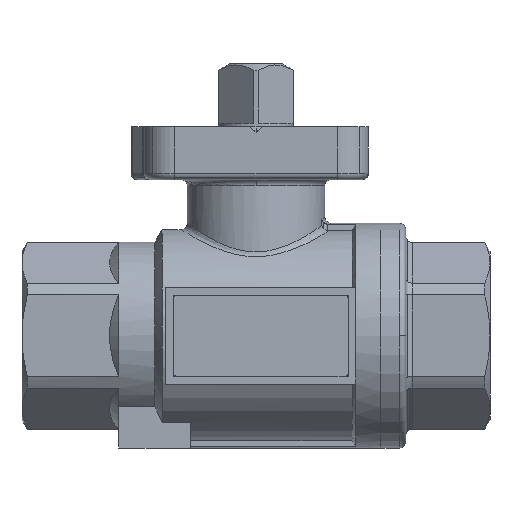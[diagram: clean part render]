
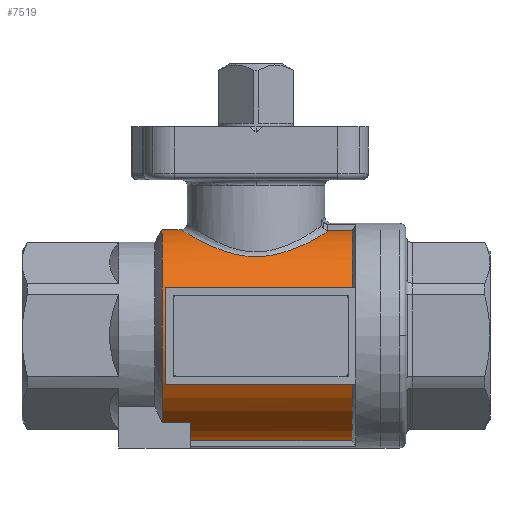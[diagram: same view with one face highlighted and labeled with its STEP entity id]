
A CAD part, front view. The second image highlights one B-rep face of the part: STEP entity #7519.
In plain terms, the highlighted cylindrical face has radius 17 mm (diameter 34 mm), a partial arc.
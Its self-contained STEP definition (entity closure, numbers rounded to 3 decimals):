
#2858=CARTESIAN_POINT('',(-12.001,0.,17.));
#2859=VERTEX_POINT('',#2858);
#2860=CARTESIAN_POINT('',(-15.045,-0.,17.));
#2861=VERTEX_POINT('',#2860);
#2862=CARTESIAN_POINT('',(-12.001,0.,17.));
#2863=CARTESIAN_POINT('',(-13.015,0.,17.));
#2864=CARTESIAN_POINT('',(-14.03,0.,17.));
#2865=CARTESIAN_POINT('',(-15.045,-0.,17.));
#2866=B_SPLINE_CURVE_WITH_KNOTS('',3,(#2862,#2863,#2864,#2865),.UNSPECIFIED.,.F.,.F.,(4,4),(0.,3.045),.UNSPECIFIED.);
#2867=EDGE_CURVE('',#2859,#2861,#2866,.T.);
#3235=CARTESIAN_POINT('',(-15.045,-9.75,-13.926));
#3236=VERTEX_POINT('',#3235);
#3243=CARTESIAN_POINT('',(-15.045,0.,0.));
#3244=DIRECTION('',(-1.,-0.,-0.));
#3245=DIRECTION('',(0.,-0.,1.));
#3246=AXIS2_PLACEMENT_3D('',#3243,#3244,#3245);
#3247=CIRCLE('',#3246,17.);
#3248=EDGE_CURVE('',#3236,#2861,#3247,.T.);
#6228=CARTESIAN_POINT('',(11.704,-2.5,16.815));
#6229=VERTEX_POINT('',#6228);
#6243=CARTESIAN_POINT('',(15.423,-2.5,16.815));
#6244=VERTEX_POINT('',#6243);
#6245=CARTESIAN_POINT('',(15.423,-2.5,16.815));
#6246=DIRECTION('',(-1.,-0.,-0.));
#6247=VECTOR('',#6246,3.718);
#6248=LINE('',#6245,#6247);
#6249=EDGE_CURVE('',#6244,#6229,#6248,.T.);
#6615=CARTESIAN_POINT('',(-10.5,-5.487,16.09));
#6616=VERTEX_POINT('',#6615);
#6617=CARTESIAN_POINT('',(-10.5,-5.487,16.09));
#6618=CARTESIAN_POINT('',(-9.917,-6.484,15.75));
#6619=CARTESIAN_POINT('',(-9.187,-7.379,15.341));
#6620=CARTESIAN_POINT('',(-8.339,-8.151,14.918));
#6621=CARTESIAN_POINT('',(-7.915,-8.538,14.707));
#6622=CARTESIAN_POINT('',(-7.461,-8.894,14.493));
#6623=CARTESIAN_POINT('',(-6.981,-9.217,14.284));
#6624=CARTESIAN_POINT('',(-6.502,-9.541,14.075));
#6625=CARTESIAN_POINT('',(-5.996,-9.833,13.871));
#6626=CARTESIAN_POINT('',(-5.467,-10.089,13.682));
#6627=CARTESIAN_POINT('',(-4.937,-10.345,13.494));
#6628=CARTESIAN_POINT('',(-4.383,-10.566,13.32));
#6629=CARTESIAN_POINT('',(-3.805,-10.748,13.171));
#6630=CARTESIAN_POINT('',(-3.227,-10.93,13.022));
#6631=CARTESIAN_POINT('',(-2.627,-11.074,12.899));
#6632=CARTESIAN_POINT('',(-2.012,-11.173,12.813));
#6633=CARTESIAN_POINT('',(-1.398,-11.272,12.726));
#6634=CARTESIAN_POINT('',(-0.769,-11.326,12.678));
#6635=CARTESIAN_POINT('',(-0.14,-11.333,12.672));
#6636=CARTESIAN_POINT('',(0.489,-11.34,12.665));
#6637=CARTESIAN_POINT('',(1.118,-11.3,12.701));
#6638=CARTESIAN_POINT('',(1.733,-11.215,12.776));
#6639=CARTESIAN_POINT('',(2.963,-11.044,12.926));
#6640=CARTESIAN_POINT('',(4.141,-10.694,13.23));
#6641=CARTESIAN_POINT('',(5.224,-10.201,13.599));
#6642=CARTESIAN_POINT('',(5.765,-9.955,13.784));
#6643=CARTESIAN_POINT('',(6.281,-9.673,13.985));
#6644=CARTESIAN_POINT('',(6.77,-9.36,14.191));
#6645=CARTESIAN_POINT('',(7.258,-9.046,14.398));
#6646=CARTESIAN_POINT('',(7.718,-8.7,14.611));
#6647=CARTESIAN_POINT('',(8.149,-8.324,14.823));
#6648=CARTESIAN_POINT('',(8.579,-7.947,15.034));
#6649=CARTESIAN_POINT('',(8.981,-7.539,15.244));
#6650=CARTESIAN_POINT('',(9.35,-7.103,15.445));
#6651=CARTESIAN_POINT('',(9.72,-6.666,15.646));
#6652=CARTESIAN_POINT('',(10.059,-6.201,15.837));
#6653=CARTESIAN_POINT('',(10.362,-5.71,16.012));
#6654=CARTESIAN_POINT('',(10.968,-4.728,16.363));
#6655=CARTESIAN_POINT('',(11.43,-3.645,16.645));
#6656=CARTESIAN_POINT('',(11.704,-2.5,16.815));
#6657=B_SPLINE_CURVE_WITH_KNOTS('',3,(#6617,#6618,#6619,#6620,#6621,#6622,#6623,#6624,#6625,#6626,#6627,#6628,#6629,#6630,#6631,#6632,#6633,#6634,#6635,#6636,#6637,#6638,#6639,#6640,#6641,#6642,
#6643,#6644,#6645,#6646,#6647,#6648,#6649,#6650,#6651,#6652,#6653,#6654,#6655,#6656),.UNSPECIFIED.,.F.,.F.,(4,3,3,3,3,3,3,3,3,3,3,3,3,4),(-7.15,-6.775,-6.587,-6.399,-6.212,-6.024,-5.836,-5.649,-5.273,-5.086,-4.898,-4.71,-4.523,-4.147),.UNSPECIFIED.);
#6658=EDGE_CURVE('',#6616,#6229,#6657,.T.);
#6722=CARTESIAN_POINT('',(-12.001,0.,17.));
#6723=CARTESIAN_POINT('',(-12.001,-0.484,17.));
#6724=CARTESIAN_POINT('',(-11.968,-0.968,16.979));
#6725=CARTESIAN_POINT('',(-11.903,-1.446,16.938));
#6726=CARTESIAN_POINT('',(-11.838,-1.925,16.898));
#6727=CARTESIAN_POINT('',(-11.739,-2.398,16.837));
#6728=CARTESIAN_POINT('',(-11.61,-2.861,16.757));
#6729=CARTESIAN_POINT('',(-11.481,-3.325,16.678));
#6730=CARTESIAN_POINT('',(-11.322,-3.778,16.581));
#6731=CARTESIAN_POINT('',(-11.136,-4.217,16.469));
#6732=CARTESIAN_POINT('',(-10.95,-4.656,16.356));
#6733=CARTESIAN_POINT('',(-10.738,-5.08,16.229));
#6734=CARTESIAN_POINT('',(-10.5,-5.487,16.09));
#6735=B_SPLINE_CURVE_WITH_KNOTS('',3,(#6722,#6723,#6724,#6725,#6726,#6727,#6728,#6729,#6730,#6731,#6732,#6733,#6734),.UNSPECIFIED.,.F.,.F.,(4,3,3,3,4),(-7.763,-7.61,-7.457,-7.303,-7.15),.UNSPECIFIED.);
#6736=EDGE_CURVE('',#2859,#6616,#6735,.T.);
#7158=CARTESIAN_POINT('',(-10.5,-2.5,-16.815));
#7159=VERTEX_POINT('',#7158);
#7166=CARTESIAN_POINT('',(-10.5,-9.75,-13.926));
#7167=VERTEX_POINT('',#7166);
#7168=CARTESIAN_POINT('',(-10.5,0.,0.));
#7169=DIRECTION('',(1.,0.,0.));
#7170=DIRECTION('',(0.,-0.,1.));
#7171=AXIS2_PLACEMENT_3D('',#7168,#7169,#7170);
#7172=CIRCLE('',#7171,17.);
#7173=EDGE_CURVE('',#7167,#7159,#7172,.T.);
#7197=CARTESIAN_POINT('',(15.423,-2.5,-16.815));
#7198=VERTEX_POINT('',#7197);
#7205=CARTESIAN_POINT('',(-10.5,-2.5,-16.815));
#7206=DIRECTION('',(1.,0.,0.));
#7207=VECTOR('',#7206,25.923);
#7208=LINE('',#7205,#7207);
#7209=EDGE_CURVE('',#7159,#7198,#7208,.T.);
#7233=CARTESIAN_POINT('',(15.423,-15.131,7.75));
#7234=VERTEX_POINT('',#7233);
#7235=CARTESIAN_POINT('',(15.423,0.,0.));
#7236=DIRECTION('',(-1.,-0.,-0.));
#7237=DIRECTION('',(0.,0.,-1.));
#7238=AXIS2_PLACEMENT_3D('',#7235,#7236,#7237);
#7239=CIRCLE('',#7238,17.);
#7240=EDGE_CURVE('',#7234,#6244,#7239,.T.);
#7466=CARTESIAN_POINT('',(0.189,0.,0.));
#7467=DIRECTION('',(1.,0.,0.));
#7468=DIRECTION('',(0.,-0.,1.));
#7469=AXIS2_PLACEMENT_3D('',#7466,#7467,#7468);
#7470=CYLINDRICAL_SURFACE('',#7469,17.);
#7471=ORIENTED_EDGE('',*,*,#2867,.T.);
#7472=ORIENTED_EDGE('',*,*,#3248,.F.);
#7473=CARTESIAN_POINT('',(-15.045,-9.75,-13.926));
#7474=DIRECTION('',(1.,0.,0.));
#7475=VECTOR('',#7474,4.545);
#7476=LINE('',#7473,#7475);
#7477=EDGE_CURVE('',#3236,#7167,#7476,.T.);
#7478=ORIENTED_EDGE('',*,*,#7477,.T.);
#7479=ORIENTED_EDGE('',*,*,#7173,.T.);
#7480=ORIENTED_EDGE('',*,*,#7209,.T.);
#7481=CARTESIAN_POINT('',(15.423,-15.131,-7.75));
#7482=VERTEX_POINT('',#7481);
#7483=CARTESIAN_POINT('',(15.423,0.,0.));
#7484=DIRECTION('',(-1.,-0.,-0.));
#7485=DIRECTION('',(0.,-0.,1.));
#7486=AXIS2_PLACEMENT_3D('',#7483,#7484,#7485);
#7487=CIRCLE('',#7486,17.);
#7488=EDGE_CURVE('',#7198,#7482,#7487,.T.);
#7489=ORIENTED_EDGE('',*,*,#7488,.T.);
#7490=CARTESIAN_POINT('',(-14.5,-15.131,-7.75));
#7491=VERTEX_POINT('',#7490);
#7492=CARTESIAN_POINT('',(15.423,-15.131,-7.75));
#7493=DIRECTION('',(-1.,-0.,-0.));
#7494=VECTOR('',#7493,29.923);
#7495=LINE('',#7492,#7494);
#7496=EDGE_CURVE('',#7482,#7491,#7495,.T.);
#7497=ORIENTED_EDGE('',*,*,#7496,.T.);
#7498=CARTESIAN_POINT('',(-14.5,-15.131,7.75));
#7499=VERTEX_POINT('',#7498);
#7500=CARTESIAN_POINT('',(-14.5,0.,0.));
#7501=DIRECTION('',(-1.,-0.,-0.));
#7502=DIRECTION('',(0.,-0.,1.));
#7503=AXIS2_PLACEMENT_3D('',#7500,#7501,#7502);
#7504=CIRCLE('',#7503,17.);
#7505=EDGE_CURVE('',#7491,#7499,#7504,.T.);
#7506=ORIENTED_EDGE('',*,*,#7505,.T.);
#7507=CARTESIAN_POINT('',(-14.5,-15.131,7.75));
#7508=DIRECTION('',(1.,0.,0.));
#7509=VECTOR('',#7508,29.923);
#7510=LINE('',#7507,#7509);
#7511=EDGE_CURVE('',#7499,#7234,#7510,.T.);
#7512=ORIENTED_EDGE('',*,*,#7511,.T.);
#7513=ORIENTED_EDGE('',*,*,#7240,.T.);
#7514=ORIENTED_EDGE('',*,*,#6249,.T.);
#7515=ORIENTED_EDGE('',*,*,#6658,.F.);
#7516=ORIENTED_EDGE('',*,*,#6736,.F.);
#7517=EDGE_LOOP('',(#7471,#7472,#7478,#7479,#7480,#7489,#7497,#7506,#7512,#7513,#7514,#7515,#7516));
#7518=FACE_BOUND('',#7517,.T.);
#7519=ADVANCED_FACE('',(#7518),#7470,.T.);
